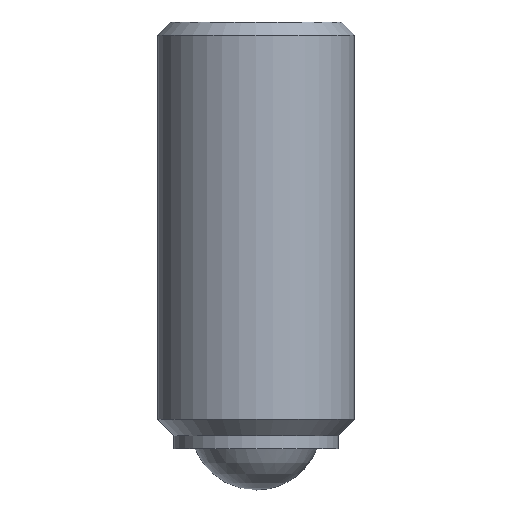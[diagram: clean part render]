
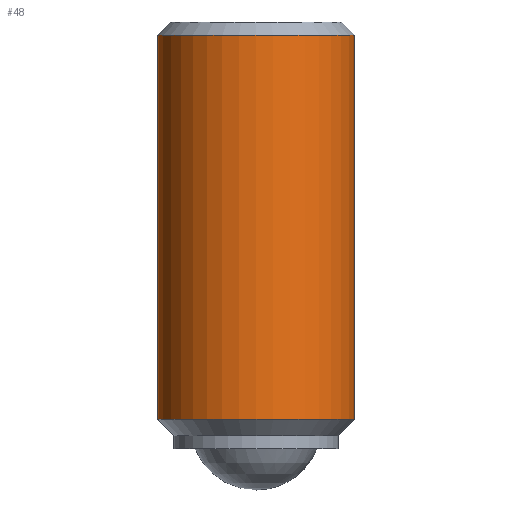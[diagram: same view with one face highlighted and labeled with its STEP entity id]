
A CAD part, front view. The second image highlights one B-rep face of the part: STEP entity #48.
In plain terms, the highlighted cylindrical face has radius 6 mm (diameter 12 mm), a full revolution.
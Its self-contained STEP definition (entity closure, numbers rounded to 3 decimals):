
#48 = ADVANCED_FACE( '', ( #107, #108 ), #109, .T. );
#107 = FACE_OUTER_BOUND( '', #180, .T. );
#108 = FACE_OUTER_BOUND( '', #181, .T. );
#109 = CYLINDRICAL_SURFACE( '', #182, 6. );
#180 = EDGE_LOOP( '', ( #257 ) );
#181 = EDGE_LOOP( '', ( #258 ) );
#182 = AXIS2_PLACEMENT_3D( '', #259, #260, #261 );
#257 = ORIENTED_EDGE( '', *, *, #403, .T. );
#258 = ORIENTED_EDGE( '', *, *, #404, .T. );
#259 = CARTESIAN_POINT( '', ( 0., 0., 57.15 ) );
#260 = DIRECTION( '', ( 0., 0., -1. ) );
#261 = DIRECTION( '', ( 1., 0., 0. ) );
#403 = EDGE_CURVE( '', #467, #467, #468, .T. );
#404 = EDGE_CURVE( '', #469, #469, #470, .T. );
#467 = VERTEX_POINT( '', #555 );
#468 = CIRCLE( '', #556, 6. );
#469 = VERTEX_POINT( '', #557 );
#470 = CIRCLE( '', #558, 6. );
#555 = CARTESIAN_POINT( '', ( -6., 0., 27.7 ) );
#556 = AXIS2_PLACEMENT_3D( '', #646, #647, #648 );
#557 = CARTESIAN_POINT( '', ( 6., 0., 4.3 ) );
#558 = AXIS2_PLACEMENT_3D( '', #649, #650, #651 );
#646 = CARTESIAN_POINT( '', ( 0., 0., 27.7 ) );
#647 = DIRECTION( '', ( 0., 0., -1. ) );
#648 = DIRECTION( '', ( -1., 0., 0. ) );
#649 = CARTESIAN_POINT( '', ( 0., 0., 4.3 ) );
#650 = DIRECTION( '', ( 0., 0., 1. ) );
#651 = DIRECTION( '', ( 1., 0., 0. ) );
